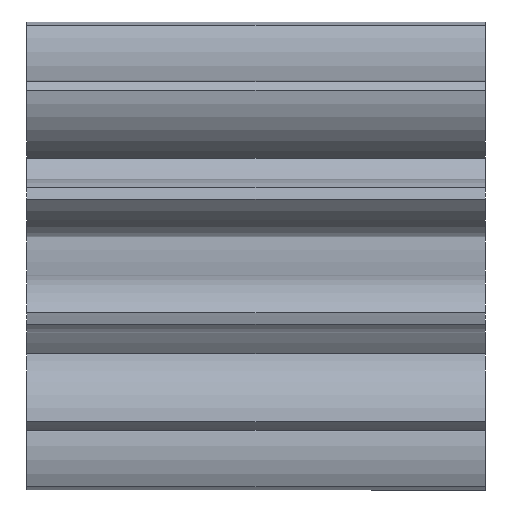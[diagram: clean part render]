
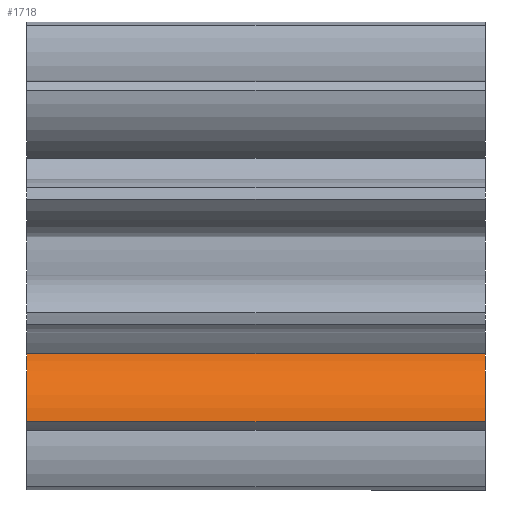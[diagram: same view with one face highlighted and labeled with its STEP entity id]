
A CAD part, front view. The second image highlights one B-rep face of the part: STEP entity #1718.
In plain terms, the highlighted cylindrical face has radius 2.16 mm (diameter 4.32 mm), a partial arc.
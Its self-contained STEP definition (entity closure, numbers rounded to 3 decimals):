
#1 = VERTEX_POINT ( 'NONE', #148 ) ;
#24 = DIRECTION ( 'NONE',  ( -1., 0., 0. ) ) ;
#35 = CARTESIAN_POINT ( 'NONE',  ( 12., -2.408, -4.467 ) ) ;
#45 = VECTOR ( 'NONE', #1227, 1000. ) ;
#148 = CARTESIAN_POINT ( 'NONE',  ( 0., -4.564, -4.343 ) ) ;
#163 = CIRCLE ( 'NONE', #988, 2.16 ) ;
#200 = DIRECTION ( 'NONE',  ( 0., 0., 1. ) ) ;
#252 = VERTEX_POINT ( 'NONE', #1902 ) ;
#254 = EDGE_CURVE ( 'NONE', #543, #1007, #1601, .T. ) ;
#332 = FACE_OUTER_BOUND ( 'NONE', #1869, .T. ) ;
#395 = DIRECTION ( 'NONE',  ( 1., 0., 0. ) ) ;
#416 = ORIENTED_EDGE ( 'NONE', *, *, #1825, .T. ) ;
#435 = AXIS2_PLACEMENT_3D ( 'NONE', #750, #24, #1348 ) ;
#475 = CARTESIAN_POINT ( 'NONE',  ( 12., -3.423, -2.56 ) ) ;
#522 = CARTESIAN_POINT ( 'NONE',  ( 0., -2.408, -4.467 ) ) ;
#543 = VERTEX_POINT ( 'NONE', #475 ) ;
#645 = LINE ( 'NONE', #1813, #45 ) ;
#743 = CYLINDRICAL_SURFACE ( 'NONE', #1142, 2.16 ) ;
#750 = CARTESIAN_POINT ( 'NONE',  ( 12., -2.408, -4.467 ) ) ;
#988 = AXIS2_PLACEMENT_3D ( 'NONE', #522, #395, #1129 ) ;
#1007 = VERTEX_POINT ( 'NONE', #1247 ) ;
#1129 = DIRECTION ( 'NONE',  ( 0., 0., -1. ) ) ;
#1142 = AXIS2_PLACEMENT_3D ( 'NONE', #35, #1363, #200 ) ;
#1151 = DIRECTION ( 'NONE',  ( -1., 0., 0. ) ) ;
#1205 = ORIENTED_EDGE ( 'NONE', *, *, #1811, .T. ) ;
#1227 = DIRECTION ( 'NONE',  ( 1., 0., 0. ) ) ;
#1247 = CARTESIAN_POINT ( 'NONE',  ( 0., -3.423, -2.56 ) ) ;
#1348 = DIRECTION ( 'NONE',  ( 0., -0.5, 0.866 ) ) ;
#1357 = VECTOR ( 'NONE', #1151, 1000. ) ;
#1363 = DIRECTION ( 'NONE',  ( -1., 0., 0. ) ) ;
#1427 = CIRCLE ( 'NONE', #435, 2.16 ) ;
#1457 = ORIENTED_EDGE ( 'NONE', *, *, #254, .T. ) ;
#1558 = EDGE_CURVE ( 'NONE', #252, #543, #1427, .T. ) ;
#1601 = LINE ( 'NONE', #1763, #1357 ) ;
#1718 = ADVANCED_FACE ( 'NONE', ( #332 ), #743, .T. ) ;
#1763 = CARTESIAN_POINT ( 'NONE',  ( 12., -3.423, -2.56 ) ) ;
#1811 = EDGE_CURVE ( 'NONE', #1, #252, #645, .T. ) ;
#1813 = CARTESIAN_POINT ( 'NONE',  ( 6., -4.564, -4.343 ) ) ;
#1825 = EDGE_CURVE ( 'NONE', #1007, #1, #163, .T. ) ;
#1869 = EDGE_LOOP ( 'NONE', ( #1205, #1897, #1457, #416 ) ) ;
#1897 = ORIENTED_EDGE ( 'NONE', *, *, #1558, .T. ) ;
#1902 = CARTESIAN_POINT ( 'NONE',  ( 12., -4.564, -4.343 ) ) ;
